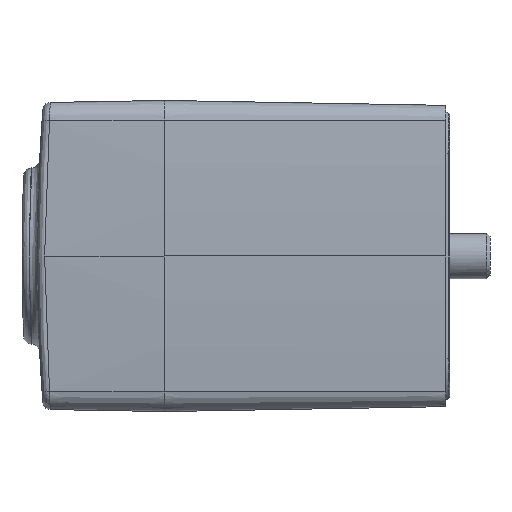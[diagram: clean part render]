
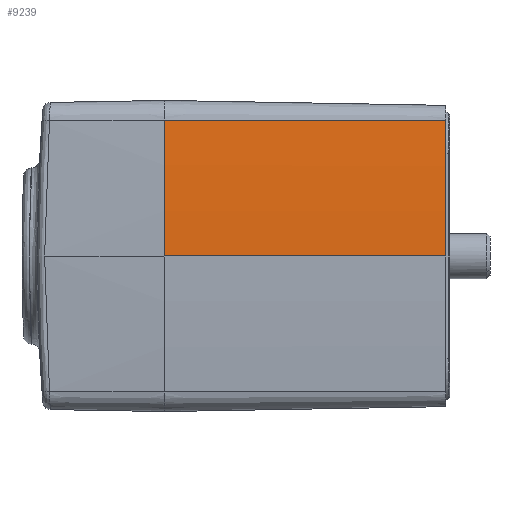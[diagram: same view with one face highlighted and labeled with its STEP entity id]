
A CAD part, front view. The second image highlights one B-rep face of the part: STEP entity #9239.
In plain terms, the highlighted conical face has half-angle 1 degrees and reference radius 124.838 mm.
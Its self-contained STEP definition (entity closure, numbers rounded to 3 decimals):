
#633=CARTESIAN_POINT('',(74.312,108.06,-20.454));
#634=DIRECTION('',(1.,0.,0.));
#635=DIRECTION('',(0.,-0.997,0.072));
#636=AXIS2_PLACEMENT_3D('',#633,#634,#635);
#748=DIRECTION('',(1.,0.017,0.));
#749=VECTOR('',#748,18.553);
#750=CARTESIAN_POINT('',(55.762,-16.94,-20.454));
#751=LINE('',#750,#749);
#755=CARTESIAN_POINT('',(55.762,108.06,-20.454));
#756=DIRECTION('',(1.,0.,0.));
#757=DIRECTION('',(0.,-0.997,0.072));
#758=AXIS2_PLACEMENT_3D('',#755,#756,#757);
#763=DIRECTION('',(1.,0.017,-0.001));
#764=VECTOR('',#763,18.553);
#765=CARTESIAN_POINT('',(55.762,-16.619,-11.504));
#766=LINE('',#765,#764);
#7708=CARTESIAN_POINT('',(55.762,-16.619,
-11.504));
#7710=VERTEX_POINT('',#7708);
#7713=CARTESIAN_POINT('',(74.312,-16.296,
-11.527));
#7714=VERTEX_POINT('',#7713);
#7770=CARTESIAN_POINT('',(74.312,-16.616,
-20.454));
#7771=VERTEX_POINT('',#7770);
#7772=CARTESIAN_POINT('',(55.762,-16.94,-20.454));
#7773=VERTEX_POINT('',#7772);
#9225=CARTESIAN_POINT('',(65.037,108.06,-20.454));
#9226=DIRECTION('',(-1.,0.,0.));
#9227=DIRECTION('',(0.,-1.,0.));
#9228=AXIS2_PLACEMENT_3D('',#9225,#9226,#9227);
#9229=CONICAL_SURFACE('',#9228,124.838,1.);
#9231=ORIENTED_EDGE('',*,*,#9230,.T.);
#9232=ORIENTED_EDGE('',*,*,#9181,.T.);
#9234=ORIENTED_EDGE('',*,*,#9233,.F.);
#9236=ORIENTED_EDGE('',*,*,#9235,.F.);
#9237=EDGE_LOOP('',(#9231,#9232,#9234,#9236));
#9238=FACE_OUTER_BOUND('',#9237,.F.);
#9239=ADVANCED_FACE('',(#9238),#9229,.T.);
#637=CIRCLE('',#636,124.676);
#759=CIRCLE('',#758,125.);
#9181=EDGE_CURVE('',#7714,#7771,#637,.T.);
#9230=EDGE_CURVE('',#7710,#7714,#766,.T.);
#9233=EDGE_CURVE('',#7773,#7771,#751,.T.);
#9235=EDGE_CURVE('',#7710,#7773,#759,.T.);
